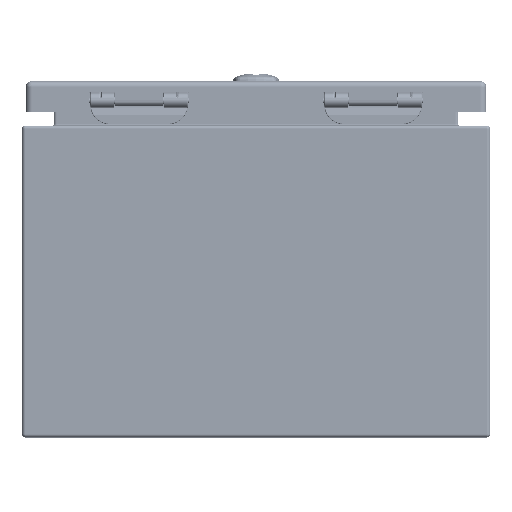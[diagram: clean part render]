
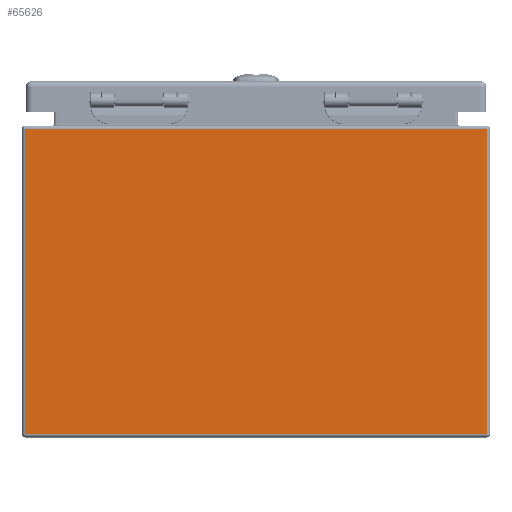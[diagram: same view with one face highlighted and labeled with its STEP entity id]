
A CAD part, left-side view. The second image highlights one B-rep face of the part: STEP entity #65626.
In plain terms, the highlighted planar face has unit normal (-1, 0, 0).
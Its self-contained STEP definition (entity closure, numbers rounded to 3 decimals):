
#6760=LINE('',#91990,#10791);
#6761=LINE('',#91997,#10792);
#6762=LINE('',#91999,#10793);
#6763=LINE('',#92000,#10794);
#10791=VECTOR('',#76363,0.394);
#10792=VECTOR('',#76372,0.394);
#10793=VECTOR('',#76373,0.394);
#10794=VECTOR('',#76374,0.394);
#15861=FACE_OUTER_BOUND('',#19925,.T.);
#19925=EDGE_LOOP('',(#43613,#43614,#43615,#43616));
#26618=VERTEX_POINT('',#91979);
#26621=VERTEX_POINT('',#91986);
#26624=VERTEX_POINT('',#91996);
#26625=VERTEX_POINT('',#91998);
#33154=EDGE_CURVE('',#26618,#26621,#6760,.T.);
#33157=EDGE_CURVE('',#26624,#26618,#6761,.T.);
#33158=EDGE_CURVE('',#26625,#26624,#6762,.T.);
#33159=EDGE_CURVE('',#26625,#26621,#6763,.T.);
#43613=ORIENTED_EDGE('',*,*,#33154,.F.);
#43614=ORIENTED_EDGE('',*,*,#33157,.F.);
#43615=ORIENTED_EDGE('',*,*,#33158,.F.);
#43616=ORIENTED_EDGE('',*,*,#33159,.T.);
#64191=PLANE('',#70547);
#65626=ADVANCED_FACE('',(#15861),#64191,.F.);
#70547=AXIS2_PLACEMENT_3D('',#91995,#76370,#76371);
#76363=DIRECTION('',(0.,0.,-1.));
#76370=DIRECTION('center_axis',(1.,0.,0.));
#76371=DIRECTION('ref_axis',(0.,0.,-1.));
#76372=DIRECTION('',(0.,-1.,0.));
#76373=DIRECTION('',(0.,0.,1.));
#76374=DIRECTION('',(0.,-1.,0.));
#91979=CARTESIAN_POINT('',(-12.,-5.916,7.916));
#91986=CARTESIAN_POINT('',(-12.,-5.916,0.084));
#91990=CARTESIAN_POINT('',(-12.,-5.916,7.916));
#91995=CARTESIAN_POINT('Origin',(-12.,-5.078,7.916));
#91996=CARTESIAN_POINT('',(-12.,5.916,7.916));
#91997=CARTESIAN_POINT('',(-12.,5.078,7.916));
#91998=CARTESIAN_POINT('',(-12.,5.916,0.084));
#91999=CARTESIAN_POINT('',(-12.,5.916,7.916));
#92000=CARTESIAN_POINT('',(-12.,0.,0.084));
